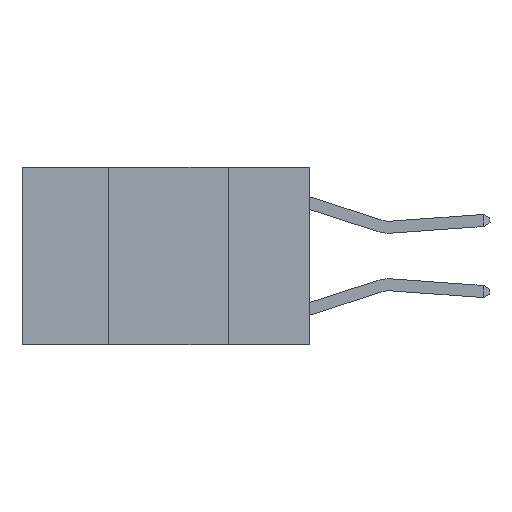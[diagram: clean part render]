
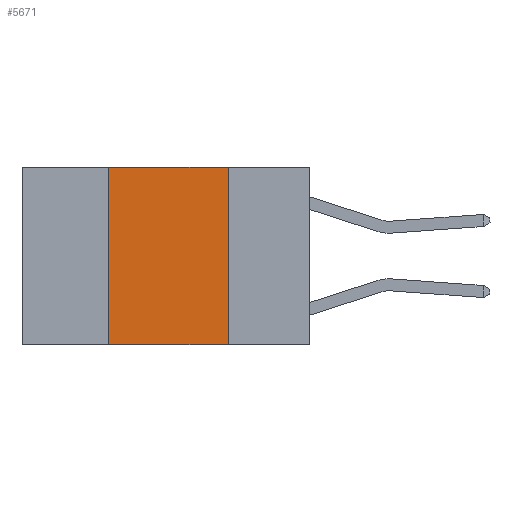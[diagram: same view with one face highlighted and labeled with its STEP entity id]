
A CAD part, left-side view. The second image highlights one B-rep face of the part: STEP entity #5671.
In plain terms, the highlighted planar face has unit normal (-1, 0, 0).
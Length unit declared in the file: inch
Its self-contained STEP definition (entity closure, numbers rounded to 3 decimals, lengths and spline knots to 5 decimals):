
#162 = AXIS2_PLACEMENT_3D ( 'NONE', #5563, #4324, #308 ) ;
#308 = DIRECTION ( 'NONE',  ( 0., 0., -1. ) ) ;
#690 = CARTESIAN_POINT ( 'NONE',  ( 0., 0.42, -0.37 ) ) ;
#894 = LINE ( 'NONE', #1377, #5930 ) ;
#1090 = ORIENTED_EDGE ( 'NONE', *, *, #2596, .F. ) ;
#1377 = CARTESIAN_POINT ( 'NONE',  ( 0., 0.6, -0.37 ) ) ;
#1411 = CARTESIAN_POINT ( 'NONE',  ( 0., 0.17, -0.37 ) ) ;
#1470 = VERTEX_POINT ( 'NONE', #7299 ) ;
#1650 = EDGE_CURVE ( 'NONE', #1470, #7689, #7101, .T. ) ;
#1658 = VERTEX_POINT ( 'NONE', #5141 ) ;
#2341 = ORIENTED_EDGE ( 'NONE', *, *, #8159, .T. ) ;
#2534 = CARTESIAN_POINT ( 'NONE',  ( 0., 0.6, 0. ) ) ;
#2596 = EDGE_CURVE ( 'NONE', #4640, #1658, #5964, .T. ) ;
#2626 = DIRECTION ( 'NONE',  ( 0., 0., -1. ) ) ;
#2656 = ORIENTED_EDGE ( 'NONE', *, *, #8027, .F. ) ;
#3602 = DIRECTION ( 'NONE',  ( 0., 0., 1. ) ) ;
#4130 = LINE ( 'NONE', #2534, #7161 ) ;
#4260 = VECTOR ( 'NONE', #3602, 39.37008 ) ;
#4324 = DIRECTION ( 'NONE',  ( 1., 0., 0. ) ) ;
#4640 = VERTEX_POINT ( 'NONE', #690 ) ;
#5141 = CARTESIAN_POINT ( 'NONE',  ( 0., 0.42, 0. ) ) ;
#5361 = VECTOR ( 'NONE', #2626, 39.37008 ) ;
#5563 = CARTESIAN_POINT ( 'NONE',  ( 0., 0.6, 0. ) ) ;
#5671 = ADVANCED_FACE ( 'NONE', ( #7164 ), #8129, .F. ) ;
#5922 = ORIENTED_EDGE ( 'NONE', *, *, #1650, .F. ) ;
#5930 = VECTOR ( 'NONE', #6609, 39.37008 ) ;
#5964 = LINE ( 'NONE', #8303, #4260 ) ;
#6439 = DIRECTION ( 'NONE',  ( 0., -1., 0. ) ) ;
#6609 = DIRECTION ( 'NONE',  ( 0., -1., 0. ) ) ;
#7101 = LINE ( 'NONE', #7692, #5361 ) ;
#7161 = VECTOR ( 'NONE', #6439, 39.37008 ) ;
#7164 = FACE_OUTER_BOUND ( 'NONE', #7683, .T. ) ;
#7299 = CARTESIAN_POINT ( 'NONE',  ( 0., 0.17, 0. ) ) ;
#7683 = EDGE_LOOP ( 'NONE', ( #5922, #2656, #1090, #2341 ) ) ;
#7689 = VERTEX_POINT ( 'NONE', #1411 ) ;
#7692 = CARTESIAN_POINT ( 'NONE',  ( 0., 0.17, 0. ) ) ;
#8027 = EDGE_CURVE ( 'NONE', #1658, #1470, #4130, .T. ) ;
#8129 = PLANE ( 'NONE',  #162 ) ;
#8159 = EDGE_CURVE ( 'NONE', #4640, #7689, #894, .T. ) ;
#8303 = CARTESIAN_POINT ( 'NONE',  ( 0., 0.42, 0. ) ) ;
